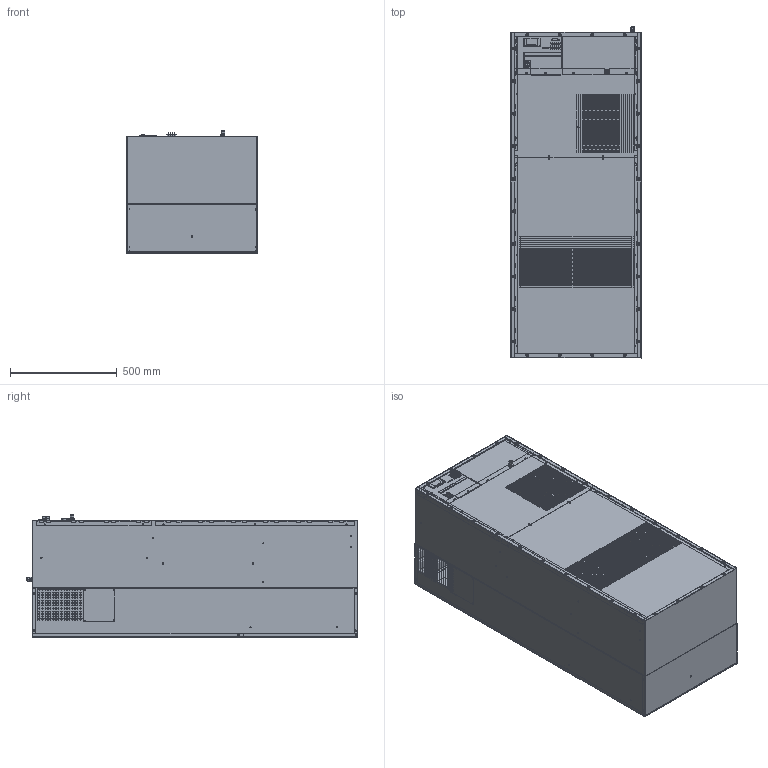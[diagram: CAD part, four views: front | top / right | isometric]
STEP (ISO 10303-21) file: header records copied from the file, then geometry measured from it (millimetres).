
FILE_DESCRIPTION((''),'2;1');
FILE_NAME('STEP-K3A6C24HL60LV.stp', '2015-12-08T13:11:13',('User'),('SDRC'),'I-DEAS Master Series','UNIX','Yes');
FILE_SCHEMA(('CONFIG_CONTROL_DESIGN', 'GEOMETRIC_VALIDATION_PROPERTIES_MIM','SHAPE_APPEARANCE_LAYER_MIM'));
Length unit declared in the file: inch
Bounding box: 613.56 x 1553.92 x 571.3 mm (x, y, z)
Volume: 6453404.6 mm3; surface area: 10853335.3 mm2
Topology: 78 solids, 80 shells, 6607 faces, 18258 edges, 11943 vertices
Faces by surface type: bspline 6607
Entity records: 223492 total; most frequent: CARTESIAN_POINT 91951, ORIENTED_EDGE 36436, OVER_RIDING_STYLED_ITEM 18654, EDGE_CURVE 18222, QUASI_UNIFORM_CURVE 13079, VERTEX_POINT 11943, EDGE_LOOP 8813, FACE_OUTER_BOUND 6607
